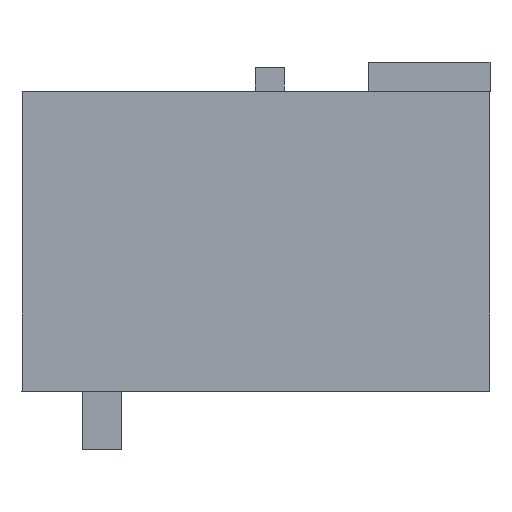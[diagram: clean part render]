
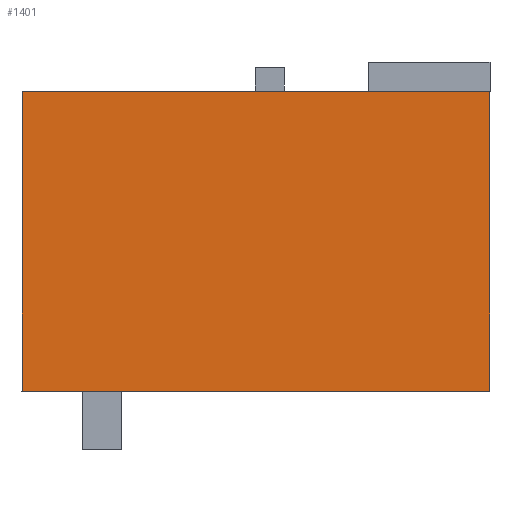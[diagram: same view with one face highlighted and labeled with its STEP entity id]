
A CAD part, left-side view. The second image highlights one B-rep face of the part: STEP entity #1401.
In plain terms, the highlighted planar face has unit normal (-1, 0, 0).
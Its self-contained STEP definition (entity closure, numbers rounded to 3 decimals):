
#1381=AXIS2_PLACEMENT_3D('Plane Axis2P3D',#1378,#1379,#1380) ;
#741=CARTESIAN_POINT('Vertex',(0.,0.,9.18)) ;
#744=CARTESIAN_POINT('Line Origine',(0.,0.,5.34)) ;
#748=CARTESIAN_POINT('Vertex',(0.,0.,1.5)) ;
#1300=CARTESIAN_POINT('Vertex',(0.,12.,9.18)) ;
#1303=CARTESIAN_POINT('Line Origine',(0.,6.,9.18)) ;
#1378=CARTESIAN_POINT('Axis2P3D Location',(0.,0.,9.18)) ;
#1383=CARTESIAN_POINT('Line Origine',(0.,6.,1.5)) ;
#1387=CARTESIAN_POINT('Vertex',(0.,12.,1.5)) ;
#1390=CARTESIAN_POINT('Line Origine',(0.,12.,5.34)) ;
#745=DIRECTION('Vector Direction',(0.,0.,-1.)) ;
#1304=DIRECTION('Vector Direction',(0.,1.,0.)) ;
#1379=DIRECTION('Axis2P3D Direction',(1.,0.,0.)) ;
#1380=DIRECTION('Axis2P3D XDirection',(0.,0.,-1.)) ;
#1384=DIRECTION('Vector Direction',(0.,1.,0.)) ;
#1391=DIRECTION('Vector Direction',(0.,0.,-1.)) ;
#746=VECTOR('Line Direction',#745,1.) ;
#1305=VECTOR('Line Direction',#1304,1.) ;
#1385=VECTOR('Line Direction',#1384,1.) ;
#1392=VECTOR('Line Direction',#1391,1.) ;
#1396=ORIENTED_EDGE('',*,*,#1389,.F.) ;
#1397=ORIENTED_EDGE('',*,*,#750,.F.) ;
#1398=ORIENTED_EDGE('',*,*,#1307,.T.) ;
#1399=ORIENTED_EDGE('',*,*,#1394,.F.) ;
#1401=ADVANCED_FACE('Housing',(#1400),#1382,.F.) ;
#750=EDGE_CURVE('',#742,#749,#747,.T.) ;
#1307=EDGE_CURVE('',#742,#1301,#1306,.T.) ;
#1389=EDGE_CURVE('',#749,#1388,#1386,.T.) ;
#1394=EDGE_CURVE('',#1388,#1301,#1393,.F.) ;
#1395=EDGE_LOOP('',(#1396,#1397,#1398,#1399)) ;
#1400=FACE_OUTER_BOUND('',#1395,.T.) ;
#747=LINE('Line',#744,#746) ;
#1306=LINE('Line',#1303,#1305) ;
#1386=LINE('Line',#1383,#1385) ;
#1393=LINE('Line',#1390,#1392) ;
#1382=PLANE('',#1381) ;
#742=VERTEX_POINT('',#741) ;
#749=VERTEX_POINT('',#748) ;
#1301=VERTEX_POINT('',#1300) ;
#1388=VERTEX_POINT('',#1387) ;
